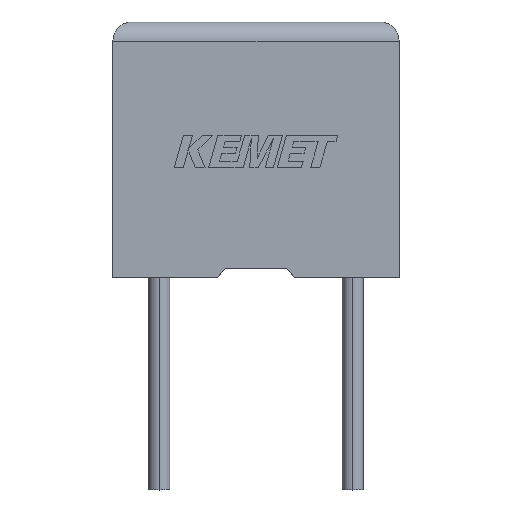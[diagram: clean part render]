
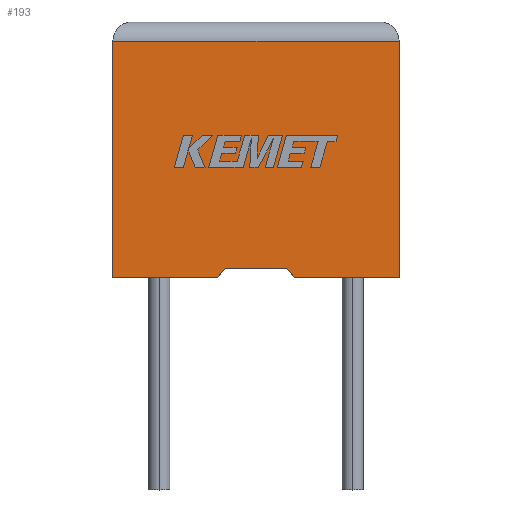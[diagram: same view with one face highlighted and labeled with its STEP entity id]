
A CAD part, top view. The second image highlights one B-rep face of the part: STEP entity #193.
In plain terms, the highlighted planar face has unit normal (0, 0, 1).
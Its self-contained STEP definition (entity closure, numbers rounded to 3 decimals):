
#22 = VECTOR ( 'NONE', #2298, 1000. ) ;
#62 = CARTESIAN_POINT ( 'NONE',  ( 7.4, 6.1, 2.6 ) ) ;
#84 = EDGE_CURVE ( 'NONE', #3041, #2145, #2307, .T. ) ;
#97 = LINE ( 'NONE', #713, #2817 ) ;
#157 = VECTOR ( 'NONE', #1895, 1000. ) ;
#193 = ADVANCED_FACE ( 'NONE', ( #2522 ), #2789, .F. ) ;
#216 = EDGE_CURVE ( 'NONE', #1532, #297, #2247, .T. ) ;
#277 = DIRECTION ( 'NONE',  ( 0., 0., -1. ) ) ;
#297 = VERTEX_POINT ( 'NONE', #1867 ) ;
#317 = VERTEX_POINT ( 'NONE', #2349 ) ;
#324 = EDGE_CURVE ( 'NONE', #1466, #428, #1949, .T. ) ;
#370 = CARTESIAN_POINT ( 'NONE',  ( 3.7, 0.228, 2.6 ) ) ;
#383 = VECTOR ( 'NONE', #2459, 1000. ) ;
#390 = VECTOR ( 'NONE', #2819, 1000. ) ;
#428 = VERTEX_POINT ( 'NONE', #1233 ) ;
#550 = EDGE_CURVE ( 'NONE', #428, #1532, #993, .T. ) ;
#631 = AXIS2_PLACEMENT_3D ( 'NONE', #2374, #277, #1677 ) ;
#653 = ORIENTED_EDGE ( 'NONE', *, *, #324, .T. ) ;
#713 = CARTESIAN_POINT ( 'NONE',  ( 2.7, 0., 2.6 ) ) ;
#927 = EDGE_LOOP ( 'NONE', ( #971, #3037, #2249, #1863, #1391, #1440, #1259, #653 ) ) ;
#971 = ORIENTED_EDGE ( 'NONE', *, *, #550, .T. ) ;
#993 = LINE ( 'NONE', #1268, #383 ) ;
#1142 = EDGE_CURVE ( 'NONE', #317, #1680, #1357, .T. ) ;
#1164 = VECTOR ( 'NONE', #2986, 1000. ) ;
#1190 = CARTESIAN_POINT ( 'NONE',  ( 0., 6.1, 2.6 ) ) ;
#1228 = CARTESIAN_POINT ( 'NONE',  ( 0., 0., 2.6 ) ) ;
#1233 = CARTESIAN_POINT ( 'NONE',  ( 7.4, 0., 2.6 ) ) ;
#1259 = ORIENTED_EDGE ( 'NONE', *, *, #1307, .T. ) ;
#1268 = CARTESIAN_POINT ( 'NONE',  ( 7.4, 0., 2.6 ) ) ;
#1301 = DIRECTION ( 'NONE',  ( -1., 0., 0. ) ) ;
#1307 = EDGE_CURVE ( 'NONE', #317, #1466, #2923, .T. ) ;
#1347 = CARTESIAN_POINT ( 'NONE',  ( 0., 0., 2.6 ) ) ;
#1357 = LINE ( 'NONE', #370, #2574 ) ;
#1391 = ORIENTED_EDGE ( 'NONE', *, *, #1419, .F. ) ;
#1419 = EDGE_CURVE ( 'NONE', #1680, #2145, #97, .T. ) ;
#1440 = ORIENTED_EDGE ( 'NONE', *, *, #1142, .F. ) ;
#1466 = VERTEX_POINT ( 'NONE', #2582 ) ;
#1528 = CARTESIAN_POINT ( 'NONE',  ( 0., 0., 2.6 ) ) ;
#1532 = VERTEX_POINT ( 'NONE', #62 ) ;
#1658 = CARTESIAN_POINT ( 'NONE',  ( 0., 0., 2.6 ) ) ;
#1677 = DIRECTION ( 'NONE',  ( -1., 0., 0. ) ) ;
#1680 = VERTEX_POINT ( 'NONE', #2946 ) ;
#1727 = VECTOR ( 'NONE', #1873, 1000. ) ;
#1799 = EDGE_CURVE ( 'NONE', #297, #3041, #2732, .T. ) ;
#1863 = ORIENTED_EDGE ( 'NONE', *, *, #84, .T. ) ;
#1867 = CARTESIAN_POINT ( 'NONE',  ( 0., 6.1, 2.6 ) ) ;
#1873 = DIRECTION ( 'NONE',  ( 0., -1., 0. ) ) ;
#1895 = DIRECTION ( 'NONE',  ( -1., 0., 0. ) ) ;
#1949 = LINE ( 'NONE', #1658, #390 ) ;
#2145 = VERTEX_POINT ( 'NONE', #2397 ) ;
#2247 = LINE ( 'NONE', #1190, #157 ) ;
#2249 = ORIENTED_EDGE ( 'NONE', *, *, #1799, .T. ) ;
#2298 = DIRECTION ( 'NONE',  ( 0.67, -0.742, 0. ) ) ;
#2307 = LINE ( 'NONE', #1528, #1164 ) ;
#2349 = CARTESIAN_POINT ( 'NONE',  ( 4.495, 0.228, 2.6 ) ) ;
#2353 = DIRECTION ( 'NONE',  ( -0.67, -0.742, 0. ) ) ;
#2374 = CARTESIAN_POINT ( 'NONE',  ( 0., 0., 2.6 ) ) ;
#2397 = CARTESIAN_POINT ( 'NONE',  ( 2.7, 0., 2.6 ) ) ;
#2459 = DIRECTION ( 'NONE',  ( 0., 1., 0. ) ) ;
#2522 = FACE_OUTER_BOUND ( 'NONE', #927, .T. ) ;
#2574 = VECTOR ( 'NONE', #1301, 1000. ) ;
#2582 = CARTESIAN_POINT ( 'NONE',  ( 4.7, 0., 2.6 ) ) ;
#2732 = LINE ( 'NONE', #1347, #1727 ) ;
#2789 = PLANE ( 'NONE',  #631 ) ;
#2817 = VECTOR ( 'NONE', #2353, 1000. ) ;
#2819 = DIRECTION ( 'NONE',  ( 1., 0., 0. ) ) ;
#2923 = LINE ( 'NONE', #3018, #22 ) ;
#2946 = CARTESIAN_POINT ( 'NONE',  ( 2.905, 0.228, 2.6 ) ) ;
#2986 = DIRECTION ( 'NONE',  ( 1., 0., 0. ) ) ;
#3018 = CARTESIAN_POINT ( 'NONE',  ( 4.7, 0., 2.6 ) ) ;
#3037 = ORIENTED_EDGE ( 'NONE', *, *, #216, .T. ) ;
#3041 = VERTEX_POINT ( 'NONE', #1228 ) ;
